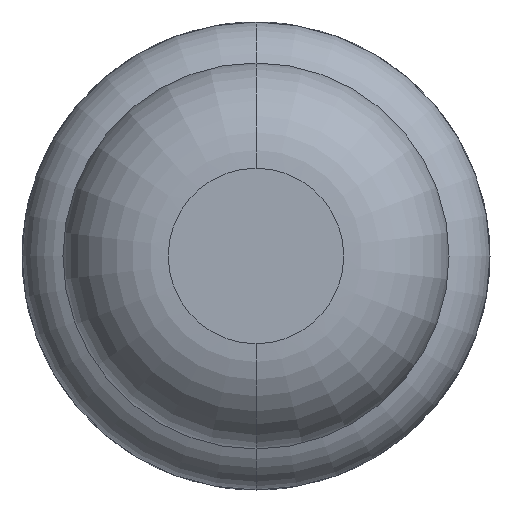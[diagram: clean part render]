
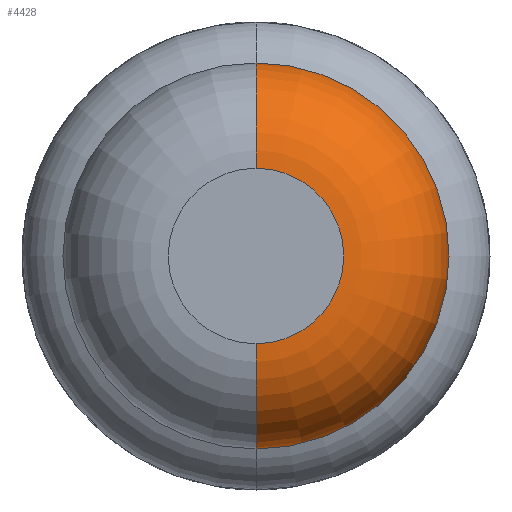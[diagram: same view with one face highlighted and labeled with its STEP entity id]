
A CAD part, front view. The second image highlights one B-rep face of the part: STEP entity #4428.
In plain terms, the highlighted toroidal (fillet/blend) face has major radius 0.375 mm and minor radius 0.45 mm.
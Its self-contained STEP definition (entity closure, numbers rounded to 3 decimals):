
#89 = VERTEX_POINT ( 'NONE', #3153 ) ;
#131 = DIRECTION ( 'NONE',  ( 0., 1., 0. ) ) ;
#279 = DIRECTION ( 'NONE',  ( 0., 0., 1. ) ) ;
#310 = DIRECTION ( 'NONE',  ( 0., 1., 0. ) ) ;
#359 = DIRECTION ( 'NONE',  ( 0., 0., -1. ) ) ;
#381 = CARTESIAN_POINT ( 'NONE',  ( 0., -25.55, -0.375 ) ) ;
#555 = AXIS2_PLACEMENT_3D ( 'NONE', #3352, #310, #4129 ) ;
#751 = DIRECTION ( 'NONE',  ( 1., 0., 0. ) ) ;
#903 = EDGE_CURVE ( 'Defeature ausgef�hrt4_8+Defeature ausgef�hrt4_7+Defeature ausgef�hrt4_7+Defeature ausgef�hrt4_7', #1399, #89, #2439, .T. ) ;
#911 = CIRCLE ( 'NONE', #3065, 0.45 ) ;
#912 = CARTESIAN_POINT ( 'NONE',  ( 0., -26., 0. ) ) ;
#1074 = DIRECTION ( 'NONE',  ( 0., 0., 1. ) ) ;
#1399 = VERTEX_POINT ( 'NONE', #2754 ) ;
#1431 = EDGE_CURVE ( 'Defeature ausgef�hrt4_7+Defeature ausgef�hrt4_6+Defeature ausgef�hrt4_6+Defeature ausgef�hrt4_6', #4486, #1904, #3865, .T. ) ;
#1456 = CARTESIAN_POINT ( 'NONE',  ( 0., -26., 0.375 ) ) ;
#1468 = AXIS2_PLACEMENT_3D ( 'NONE', #912, #131, #2821 ) ;
#1679 = ORIENTED_EDGE ( 'NONE', *, *, #1431, .T. ) ;
#1822 = DIRECTION ( 'NONE',  ( 0., 1., 0. ) ) ;
#1835 = CIRCLE ( 'NONE', #4382, 0.45 ) ;
#1904 = VERTEX_POINT ( 'NONE', #4066 ) ;
#1918 = ORIENTED_EDGE ( 'NONE', *, *, #4477, .F. ) ;
#2223 = ORIENTED_EDGE ( 'NONE', *, *, #903, .F. ) ;
#2343 = ORIENTED_EDGE ( 'NONE', *, *, #2613, .T. ) ;
#2439 = CIRCLE ( 'NONE', #555, 0.825 ) ;
#2482 = EDGE_LOOP ( 'NONE', ( #1679, #2343, #2223, #1918 ) ) ;
#2583 = DIRECTION ( 'NONE',  ( -1., 0., 0. ) ) ;
#2613 = EDGE_CURVE ( 'NONE', #1904, #89, #1835, .T. ) ;
#2648 = FACE_OUTER_BOUND ( 'NONE', #2482, .T. ) ;
#2754 = CARTESIAN_POINT ( 'NONE',  ( 0., -25.55, 0.825 ) ) ;
#2817 = AXIS2_PLACEMENT_3D ( 'NONE', #4862, #1822, #1074 ) ;
#2821 = DIRECTION ( 'NONE',  ( 0., 0., 1. ) ) ;
#2963 = CARTESIAN_POINT ( 'NONE',  ( 0., -25.55, 0.375 ) ) ;
#3065 = AXIS2_PLACEMENT_3D ( 'NONE', #2963, #2583, #279 ) ;
#3153 = CARTESIAN_POINT ( 'NONE',  ( 0., -25.55, -0.825 ) ) ;
#3352 = CARTESIAN_POINT ( 'NONE',  ( 0., -25.55, 0. ) ) ;
#3865 = CIRCLE ( 'NONE', #1468, 0.375 ) ;
#4066 = CARTESIAN_POINT ( 'NONE',  ( 0., -26., -0.375 ) ) ;
#4129 = DIRECTION ( 'NONE',  ( 0., 0., 1. ) ) ;
#4269 = TOROIDAL_SURFACE ( 'NONE', #2817, 0.375, 0.45 ) ;
#4382 = AXIS2_PLACEMENT_3D ( 'NONE', #381, #751, #359 ) ;
#4428 = ADVANCED_FACE ( 'Defeature ausgef�hrt4_7', ( #2648 ), #4269, .T. ) ;
#4477 = EDGE_CURVE ( 'NONE', #4486, #1399, #911, .T. ) ;
#4486 = VERTEX_POINT ( 'NONE', #1456 ) ;
#4862 = CARTESIAN_POINT ( 'NONE',  ( 0., -25.55, 0. ) ) ;
